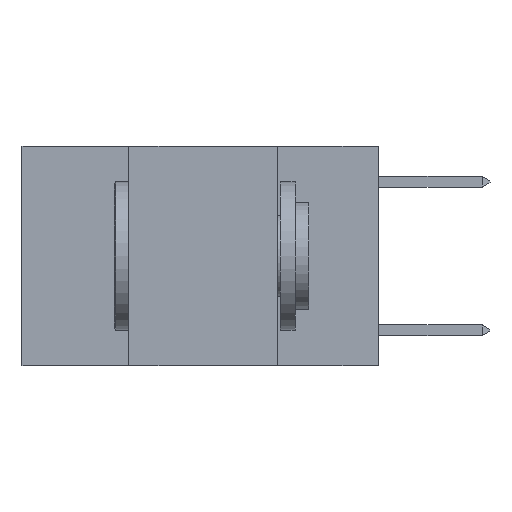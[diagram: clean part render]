
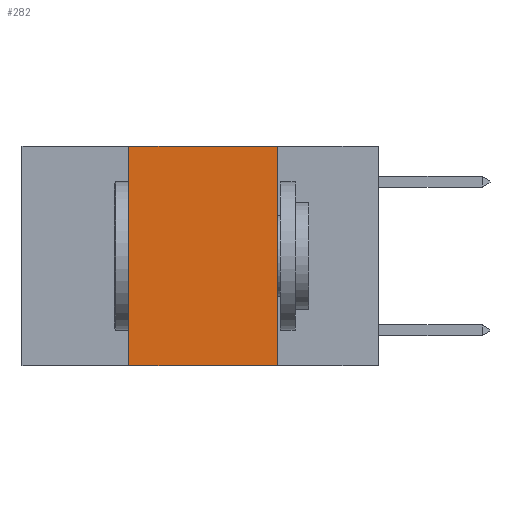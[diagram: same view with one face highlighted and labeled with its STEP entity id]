
A CAD part, left-side view. The second image highlights one B-rep face of the part: STEP entity #282.
In plain terms, the highlighted planar face has unit normal (-1, 0, 0).
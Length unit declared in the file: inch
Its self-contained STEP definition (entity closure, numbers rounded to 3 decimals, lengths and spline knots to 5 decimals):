
#282 = ADVANCED_FACE ( 'NONE', ( #4734 ), #8864, .F. ) ;
#404 = DIRECTION ( 'NONE',  ( 0., 0., -1. ) ) ;
#964 = DIRECTION ( 'NONE',  ( 0., 0., -1. ) ) ;
#1213 = LINE ( 'NONE', #1278, #11877 ) ;
#1278 = CARTESIAN_POINT ( 'NONE',  ( 0., 0.17, 0. ) ) ;
#1419 = DIRECTION ( 'NONE',  ( 0., -1., 0. ) ) ;
#1583 = EDGE_CURVE ( 'NONE', #8729, #13780, #1213, .T. ) ;
#1690 = DIRECTION ( 'NONE',  ( 1., 0., 0. ) ) ;
#2216 = AXIS2_PLACEMENT_3D ( 'NONE', #10805, #1690, #964 ) ;
#3386 = VECTOR ( 'NONE', #12748, 39.37008 ) ;
#4734 = FACE_OUTER_BOUND ( 'NONE', #13472, .T. ) ;
#5140 = CARTESIAN_POINT ( 'NONE',  ( 0., 0.42, 0. ) ) ;
#6300 = CARTESIAN_POINT ( 'NONE',  ( 0., 0.17, -0.37 ) ) ;
#6616 = CARTESIAN_POINT ( 'NONE',  ( 0., 0.42, -0.37 ) ) ;
#7091 = CARTESIAN_POINT ( 'NONE',  ( 0., 0.42, 0. ) ) ;
#7268 = CARTESIAN_POINT ( 'NONE',  ( 0., 0.6, -0.37 ) ) ;
#7629 = CARTESIAN_POINT ( 'NONE',  ( 0., 0.6, 0. ) ) ;
#8729 = VERTEX_POINT ( 'NONE', #11283 ) ;
#8775 = LINE ( 'NONE', #7629, #16242 ) ;
#8848 = EDGE_CURVE ( 'NONE', #16715, #13780, #11189, .T. ) ;
#8864 = PLANE ( 'NONE',  #2216 ) ;
#9697 = ORIENTED_EDGE ( 'NONE', *, *, #8848, .T. ) ;
#10746 = VECTOR ( 'NONE', #1419, 39.37008 ) ;
#10805 = CARTESIAN_POINT ( 'NONE',  ( 0., 0.6, 0. ) ) ;
#11189 = LINE ( 'NONE', #7268, #10746 ) ;
#11283 = CARTESIAN_POINT ( 'NONE',  ( 0., 0.17, 0. ) ) ;
#11726 = EDGE_CURVE ( 'NONE', #17823, #8729, #8775, .T. ) ;
#11877 = VECTOR ( 'NONE', #404, 39.37008 ) ;
#12437 = ORIENTED_EDGE ( 'NONE', *, *, #15525, .F. ) ;
#12748 = DIRECTION ( 'NONE',  ( 0., 0., 1. ) ) ;
#13472 = EDGE_LOOP ( 'NONE', ( #17093, #13715, #12437, #9697 ) ) ;
#13715 = ORIENTED_EDGE ( 'NONE', *, *, #11726, .F. ) ;
#13780 = VERTEX_POINT ( 'NONE', #6300 ) ;
#15525 = EDGE_CURVE ( 'NONE', #16715, #17823, #16072, .T. ) ;
#16056 = DIRECTION ( 'NONE',  ( 0., -1., 0. ) ) ;
#16072 = LINE ( 'NONE', #7091, #3386 ) ;
#16242 = VECTOR ( 'NONE', #16056, 39.37008 ) ;
#16715 = VERTEX_POINT ( 'NONE', #6616 ) ;
#17093 = ORIENTED_EDGE ( 'NONE', *, *, #1583, .F. ) ;
#17823 = VERTEX_POINT ( 'NONE', #5140 ) ;
